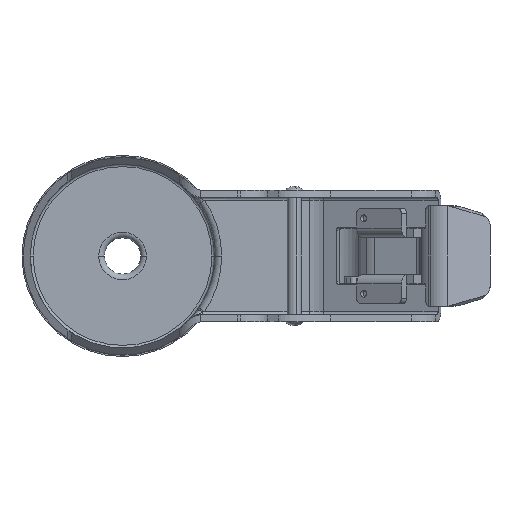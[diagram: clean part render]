
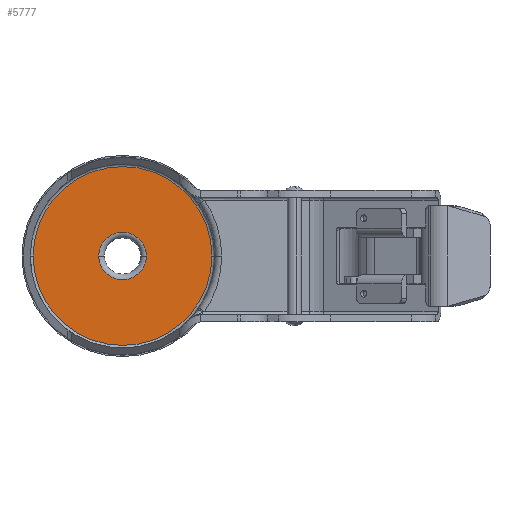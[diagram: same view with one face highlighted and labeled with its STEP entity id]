
A CAD part, front view. The second image highlights one B-rep face of the part: STEP entity #5777.
In plain terms, the highlighted planar face has unit normal (0, -1, 0).
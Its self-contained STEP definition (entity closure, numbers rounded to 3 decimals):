
#502 = ORIENTED_EDGE ( 'NONE', *, *, #743, .T. ) ;
#668 = CIRCLE ( 'NONE', #7905, 32. ) ;
#743 = EDGE_CURVE ( 'NONE', #3121, #3676, #7204, .T. ) ;
#954 = ORIENTED_EDGE ( 'NONE', *, *, #1587, .T. ) ;
#1587 = EDGE_CURVE ( 'NONE', #1702, #10800, #668, .T. ) ;
#1702 = VERTEX_POINT ( 'NONE', #6408 ) ;
#1787 = CARTESIAN_POINT ( 'NONE',  ( 0., -9.5, 0. ) ) ;
#1833 = CARTESIAN_POINT ( 'NONE',  ( -8.5, -9.5, 0. ) ) ;
#1941 = CARTESIAN_POINT ( 'NONE',  ( 0., -9.5, 0. ) ) ;
#2554 = FACE_BOUND ( 'NONE', #10590, .T. ) ;
#2755 = EDGE_LOOP ( 'NONE', ( #954, #5179 ) ) ;
#2838 = PLANE ( 'NONE',  #11780 ) ;
#3121 = VERTEX_POINT ( 'NONE', #11925 ) ;
#3351 = EDGE_CURVE ( 'NONE', #3676, #3121, #8906, .T. ) ;
#3659 = CARTESIAN_POINT ( 'NONE',  ( 0., -9.5, 0. ) ) ;
#3676 = VERTEX_POINT ( 'NONE', #1833 ) ;
#3698 = DIRECTION ( 'NONE',  ( 1., 0., 0. ) ) ;
#4447 = EDGE_CURVE ( 'NONE', #10800, #1702, #5458, .T. ) ;
#4547 = AXIS2_PLACEMENT_3D ( 'NONE', #7587, #9470, #8629 ) ;
#5088 = AXIS2_PLACEMENT_3D ( 'NONE', #6110, #6995, #7075 ) ;
#5179 = ORIENTED_EDGE ( 'NONE', *, *, #4447, .T. ) ;
#5458 = CIRCLE ( 'NONE', #4547, 32. ) ;
#5777 = ADVANCED_FACE ( 'NONE', ( #2554, #11158 ), #2838, .T. ) ;
#6110 = CARTESIAN_POINT ( 'NONE',  ( 0., -9.5, 0. ) ) ;
#6408 = CARTESIAN_POINT ( 'NONE',  ( 32., -9.5, 0. ) ) ;
#6441 = DIRECTION ( 'NONE',  ( 0., -1., 0. ) ) ;
#6995 = DIRECTION ( 'NONE',  ( 0., 1., 0. ) ) ;
#7075 = DIRECTION ( 'NONE',  ( 1., 0., 0. ) ) ;
#7204 = CIRCLE ( 'NONE', #8115, 8.5 ) ;
#7587 = CARTESIAN_POINT ( 'NONE',  ( 0., -9.5, 0. ) ) ;
#7905 = AXIS2_PLACEMENT_3D ( 'NONE', #1787, #6441, #11866 ) ;
#8115 = AXIS2_PLACEMENT_3D ( 'NONE', #1941, #9349, #3698 ) ;
#8281 = DIRECTION ( 'NONE',  ( 1., 0., 0. ) ) ;
#8629 = DIRECTION ( 'NONE',  ( 1., 0., 0. ) ) ;
#8906 = CIRCLE ( 'NONE', #5088, 8.5 ) ;
#9349 = DIRECTION ( 'NONE',  ( 0., 1., 0. ) ) ;
#9470 = DIRECTION ( 'NONE',  ( 0., -1., 0. ) ) ;
#10098 = DIRECTION ( 'NONE',  ( 0., -1., 0. ) ) ;
#10590 = EDGE_LOOP ( 'NONE', ( #502, #11645 ) ) ;
#10800 = VERTEX_POINT ( 'NONE', #11181 ) ;
#11158 = FACE_OUTER_BOUND ( 'NONE', #2755, .T. ) ;
#11181 = CARTESIAN_POINT ( 'NONE',  ( -32., -9.5, 0. ) ) ;
#11645 = ORIENTED_EDGE ( 'NONE', *, *, #3351, .T. ) ;
#11780 = AXIS2_PLACEMENT_3D ( 'NONE', #3659, #10098, #8281 ) ;
#11866 = DIRECTION ( 'NONE',  ( 1., 0., 0. ) ) ;
#11925 = CARTESIAN_POINT ( 'NONE',  ( 8.5, -9.5, 0. ) ) ;
